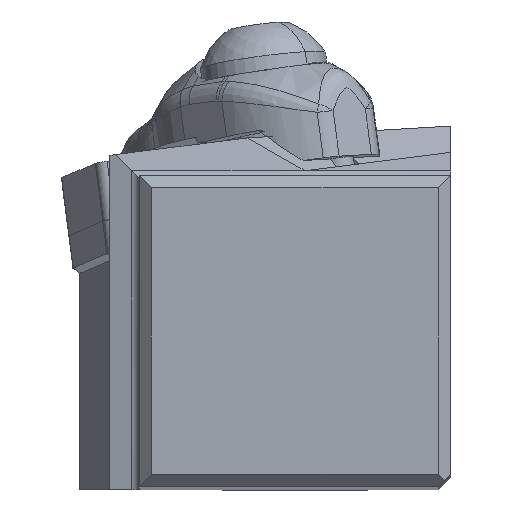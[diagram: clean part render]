
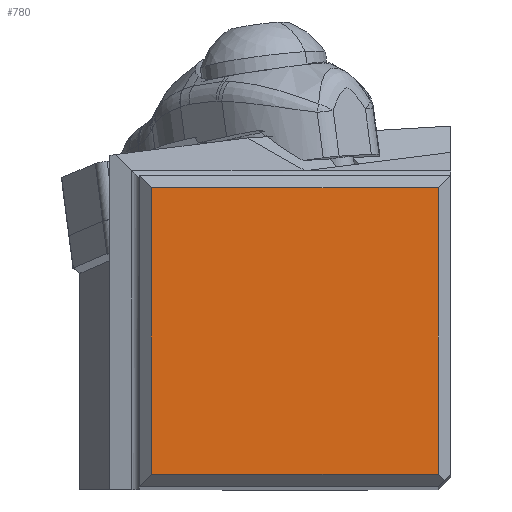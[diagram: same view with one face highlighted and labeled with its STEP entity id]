
A CAD part, top view. The second image highlights one B-rep face of the part: STEP entity #780.
In plain terms, the highlighted planar face has unit normal (0, 0, 1).
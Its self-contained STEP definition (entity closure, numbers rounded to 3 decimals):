
#516=FACE_OUTER_BOUND('',#1171,.T.);
#780=ADVANCED_FACE('',(#516),#1019,.T.);
#1019=PLANE('',#5215);
#1171=EDGE_LOOP('',(#1829,#1830,#1831,#1832));
#1829=ORIENTED_EDGE('',*,*,#3598,.F.);
#1830=ORIENTED_EDGE('',*,*,#3603,.T.);
#1831=ORIENTED_EDGE('',*,*,#3604,.T.);
#1832=ORIENTED_EDGE('',*,*,#3602,.F.);
#3034=VERTEX_POINT('',#7376);
#3035=VERTEX_POINT('',#7378);
#3036=VERTEX_POINT('',#7382);
#3038=VERTEX_POINT('',#7388);
#3598=EDGE_CURVE('',#3034,#3035,#4580,.T.);
#3602=EDGE_CURVE('',#3035,#3036,#4584,.T.);
#3603=EDGE_CURVE('',#3034,#3038,#4585,.T.);
#3604=EDGE_CURVE('',#3038,#3036,#4586,.T.);
#4580=LINE('',#7377,#4854);
#4584=LINE('',#7385,#4858);
#4585=LINE('',#7387,#4859);
#4586=LINE('',#7389,#4860);
#4854=VECTOR('',#6047,1.);
#4858=VECTOR('',#6053,1.);
#4859=VECTOR('',#6056,1.);
#4860=VECTOR('',#6057,1.);
#5215=AXIS2_PLACEMENT_3D('',#7390,#6058,#6059);
#6047=DIRECTION('',(-1.,0.,0.));
#6053=DIRECTION('',(0.,1.,0.));
#6056=DIRECTION('',(0.,1.,0.));
#6057=DIRECTION('',(-1.,0.,0.));
#6058=DIRECTION('',(0.,0.,1.));
#6059=DIRECTION('',(-1.,0.,0.));
#7376=CARTESIAN_POINT('',(-1.,1.,0.));
#7377=CARTESIAN_POINT('',(-1.,1.,0.));
#7378=CARTESIAN_POINT('',(-24.4,1.,0.));
#7382=CARTESIAN_POINT('',(-24.4,24.4,0.));
#7385=CARTESIAN_POINT('',(-24.4,1.,0.));
#7387=CARTESIAN_POINT('',(-1.,1.,0.));
#7388=CARTESIAN_POINT('',(-1.,24.4,0.));
#7389=CARTESIAN_POINT('',(-1.,24.4,0.));
#7390=CARTESIAN_POINT('',(-12.7,12.7,0.));
